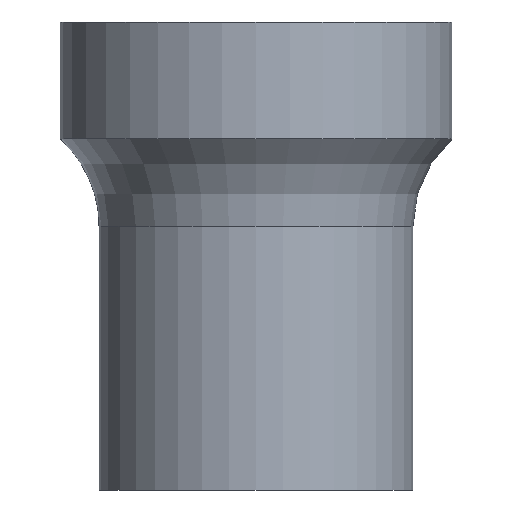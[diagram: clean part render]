
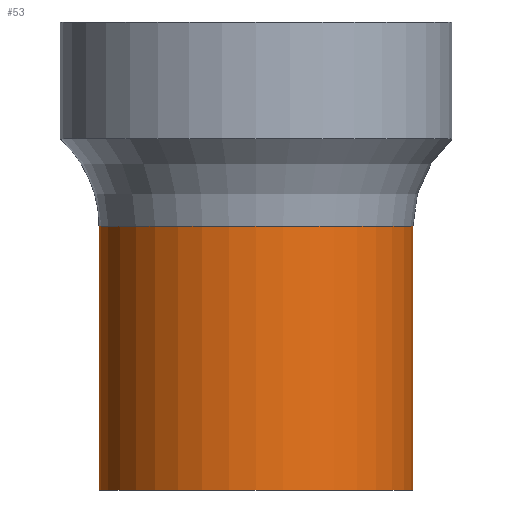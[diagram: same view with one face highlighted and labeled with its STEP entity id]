
A CAD part, front view. The second image highlights one B-rep face of the part: STEP entity #53.
In plain terms, the highlighted cylindrical face has radius 20.125 mm (diameter 40.25 mm), a full revolution.
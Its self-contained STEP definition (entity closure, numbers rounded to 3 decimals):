
#53=ADVANCED_FACE('',(#61,#63),#65,.T.);
#61=FACE_OUTER_BOUND('',#62,.T.);
#62=EDGE_LOOP('',(#133));
#63=FACE_OUTER_BOUND('',#64,.T.);
#64=EDGE_LOOP('',(#134));
#65=CYLINDRICAL_SURFACE('',#66,20.125);
#66=AXIS2_PLACEMENT_3D('',#67,#68,#69);
#67=CARTESIAN_POINT('',(0.,0.,0.));
#68=DIRECTION('',(0.,0.,1.));
#69=DIRECTION('',(-1.,0.,0.));
#133=ORIENTED_EDGE('',*,*,#149,.F.);
#134=ORIENTED_EDGE('',*,*,#150,.T.);
#149=EDGE_CURVE('',#157,#157,#158,.T.);
#150=EDGE_CURVE('',#159,#159,#160,.T.);
#157=VERTEX_POINT('',#173);
#158=CIRCLE('',#174,20.125);
#159=VERTEX_POINT('',#178);
#160=CIRCLE('',#179,20.125);
#173=CARTESIAN_POINT('',(-20.125,0.,33.82));
#174=AXIS2_PLACEMENT_3D('',#175,#176,#177);
#175=CARTESIAN_POINT('',(0.,0.,33.82));
#176=DIRECTION('',(0.,0.,1.));
#177=DIRECTION('',(-1.,0.,0.));
#178=CARTESIAN_POINT('',(-20.125,0.,0.));
#179=AXIS2_PLACEMENT_3D('',#180,#181,#182);
#180=CARTESIAN_POINT('',(0.,0.,0.));
#181=DIRECTION('',(0.,0.,1.));
#182=DIRECTION('',(-1.,0.,0.));
